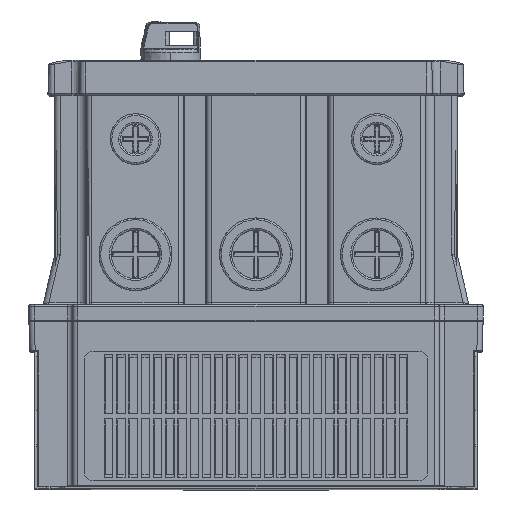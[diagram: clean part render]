
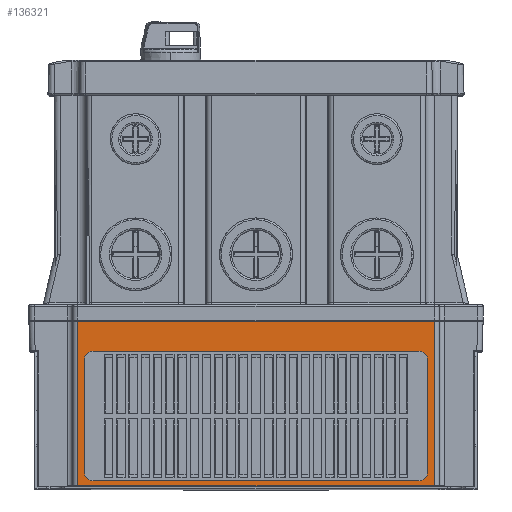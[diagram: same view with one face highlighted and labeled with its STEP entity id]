
A CAD part, top view. The second image highlights one B-rep face of the part: STEP entity #136321.
In plain terms, the highlighted planar face has unit normal (0, 0, 1).
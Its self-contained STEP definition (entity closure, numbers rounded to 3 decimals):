
#16 = ORIENTED_EDGE ( 'NONE', *, *, #47701, .T. ) ;
#1385 = VERTEX_POINT ( 'NONE', #224838 ) ;
#2433 = DIRECTION ( 'NONE',  ( -1., 0., 0. ) ) ;
#11228 = CARTESIAN_POINT ( 'NONE',  ( 93.2, -83.3, 190. ) ) ;
#12616 = CARTESIAN_POINT ( 'NONE',  ( -102., 3., 190. ) ) ;
#12762 = CARTESIAN_POINT ( 'NONE',  ( -93.2, -83.3, 190. ) ) ;
#13457 = DIRECTION ( 'NONE',  ( -1., 0., 0. ) ) ;
#13932 = CIRCLE ( 'NONE', #112827, 5. ) ;
#14212 = ORIENTED_EDGE ( 'NONE', *, *, #107079, .T. ) ;
#14498 = VERTEX_POINT ( 'NONE', #12616 ) ;
#24020 = ORIENTED_EDGE ( 'NONE', *, *, #204260, .T. ) ;
#28244 = FACE_BOUND ( 'NONE', #133417, .T. ) ;
#30294 = ORIENTED_EDGE ( 'NONE', *, *, #152334, .T. ) ;
#31086 = VECTOR ( 'NONE', #181265, 1000. ) ;
#35939 = VERTEX_POINT ( 'NONE', #198933 ) ;
#37718 = EDGE_CURVE ( 'NONE', #116203, #73413, #139446, .T. ) ;
#38472 = EDGE_CURVE ( 'NONE', #61324, #161966, #131224, .T. ) ;
#40541 = VECTOR ( 'NONE', #97645, 1000. ) ;
#44151 = VECTOR ( 'NONE', #2433, 1000. ) ;
#47701 = EDGE_CURVE ( 'NONE', #145107, #109784, #187208, .T. ) ;
#48925 = VECTOR ( 'NONE', #214747, 1000. ) ;
#49954 = LINE ( 'NONE', #162459, #196269 ) ;
#50541 = DIRECTION ( 'NONE',  ( 0., 0., -1. ) ) ;
#56549 = CARTESIAN_POINT ( 'NONE',  ( 93.2, -88.3, 190. ) ) ;
#60016 = CARTESIAN_POINT ( 'NONE',  ( -130., -14., 190. ) ) ;
#61324 = VERTEX_POINT ( 'NONE', #170500 ) ;
#63138 = ORIENTED_EDGE ( 'NONE', *, *, #86391, .T. ) ;
#65228 = AXIS2_PLACEMENT_3D ( 'NONE', #88723, #176639, #122062 ) ;
#67244 = CARTESIAN_POINT ( 'NONE',  ( -102., 3.2, 190. ) ) ;
#71811 = EDGE_CURVE ( 'NONE', #128202, #136908, #111954, .T. ) ;
#73413 = VERTEX_POINT ( 'NONE', #213135 ) ;
#74834 = AXIS2_PLACEMENT_3D ( 'NONE', #156720, #155954, #158207 ) ;
#76998 = CARTESIAN_POINT ( 'NONE',  ( -93.2, -88.3, 190. ) ) ;
#82637 = CARTESIAN_POINT ( 'NONE',  ( 93.2, -14., 190. ) ) ;
#83912 = DIRECTION ( 'NONE',  ( -1., 0., 0. ) ) ;
#86391 = EDGE_CURVE ( 'NONE', #73413, #61324, #136872, .T. ) ;
#88723 = CARTESIAN_POINT ( 'NONE',  ( -130., 0., 190. ) ) ;
#97645 = DIRECTION ( 'NONE',  ( -1., 0., 0. ) ) ;
#103434 = CARTESIAN_POINT ( 'NONE',  ( -102., -91.1, 190. ) ) ;
#104326 = EDGE_LOOP ( 'NONE', ( #198761, #14212, #200051, #192293 ) ) ;
#107079 = EDGE_CURVE ( 'NONE', #35939, #14498, #195125, .T. ) ;
#109784 = VERTEX_POINT ( 'NONE', #76998 ) ;
#110540 = CARTESIAN_POINT ( 'NONE',  ( -130., 3., 190. ) ) ;
#111954 = LINE ( 'NONE', #208441, #44151 ) ;
#112827 = AXIS2_PLACEMENT_3D ( 'NONE', #11228, #220964, #13457 ) ;
#116203 = VERTEX_POINT ( 'NONE', #122735 ) ;
#117105 = LINE ( 'NONE', #161308, #206715 ) ;
#118058 = CARTESIAN_POINT ( 'NONE',  ( 93.2, -19., 190. ) ) ;
#122062 = DIRECTION ( 'NONE',  ( 1., 0., 0. ) ) ;
#122127 = EDGE_CURVE ( 'NONE', #161966, #187893, #182670, .T. ) ;
#122735 = CARTESIAN_POINT ( 'NONE',  ( -98.2, -83.3, 190. ) ) ;
#123915 = ORIENTED_EDGE ( 'NONE', *, *, #37718, .T. ) ;
#128202 = VERTEX_POINT ( 'NONE', #196061 ) ;
#129128 = CARTESIAN_POINT ( 'NONE',  ( -130., -88.3, 190. ) ) ;
#130322 = LINE ( 'NONE', #67244, #195399 ) ;
#130534 = DIRECTION ( 'NONE',  ( 0., 1., 0. ) ) ;
#131224 = LINE ( 'NONE', #60016, #31086 ) ;
#133417 = EDGE_LOOP ( 'NONE', ( #146593, #30294, #24020, #16, #209242, #123915, #63138, #140873 ) ) ;
#133969 = DIRECTION ( 'NONE',  ( 0., 0., -1. ) ) ;
#136321 = ADVANCED_FACE ( 'NONE', ( #28244, #190806 ), #175927, .T. ) ;
#136850 = VECTOR ( 'NONE', #154078, 1000. ) ;
#136872 = CIRCLE ( 'NONE', #74834, 5. ) ;
#136908 = VERTEX_POINT ( 'NONE', #103434 ) ;
#139446 = LINE ( 'NONE', #170018, #136850 ) ;
#140873 = ORIENTED_EDGE ( 'NONE', *, *, #38472, .T. ) ;
#143670 = EDGE_CURVE ( 'NONE', #109784, #116203, #189173, .T. ) ;
#144109 = AXIS2_PLACEMENT_3D ( 'NONE', #118058, #133969, #83912 ) ;
#144538 = AXIS2_PLACEMENT_3D ( 'NONE', #12762, #50541, #186232 ) ;
#144884 = EDGE_CURVE ( 'NONE', #136908, #14498, #130322, .T. ) ;
#145107 = VERTEX_POINT ( 'NONE', #56549 ) ;
#146593 = ORIENTED_EDGE ( 'NONE', *, *, #122127, .T. ) ;
#152125 = DIRECTION ( 'NONE',  ( 0., 1., 0. ) ) ;
#152334 = EDGE_CURVE ( 'NONE', #187893, #1385, #117105, .T. ) ;
#154078 = DIRECTION ( 'NONE',  ( 0., 1., 0. ) ) ;
#155954 = DIRECTION ( 'NONE',  ( 0., 0., -1. ) ) ;
#156720 = CARTESIAN_POINT ( 'NONE',  ( -93.2, -19., 190. ) ) ;
#158207 = DIRECTION ( 'NONE',  ( -1., 0., 0. ) ) ;
#161217 = CARTESIAN_POINT ( 'NONE',  ( 98.2, -19., 190. ) ) ;
#161308 = CARTESIAN_POINT ( 'NONE',  ( 98.2, 0., 190. ) ) ;
#161966 = VERTEX_POINT ( 'NONE', #82637 ) ;
#162459 = CARTESIAN_POINT ( 'NONE',  ( 102., 0., 190. ) ) ;
#170018 = CARTESIAN_POINT ( 'NONE',  ( -98.2, 0., 190. ) ) ;
#170500 = CARTESIAN_POINT ( 'NONE',  ( -93.2, -14., 190. ) ) ;
#175927 = PLANE ( 'NONE',  #65228 ) ;
#176639 = DIRECTION ( 'NONE',  ( 0., 0., 1. ) ) ;
#178011 = DIRECTION ( 'NONE',  ( 0., -1., 0. ) ) ;
#181265 = DIRECTION ( 'NONE',  ( 1., 0., 0. ) ) ;
#182670 = CIRCLE ( 'NONE', #144109, 5. ) ;
#186232 = DIRECTION ( 'NONE',  ( -1., 0., 0. ) ) ;
#187208 = LINE ( 'NONE', #129128, #48925 ) ;
#187893 = VERTEX_POINT ( 'NONE', #161217 ) ;
#189173 = CIRCLE ( 'NONE', #144538, 5. ) ;
#190806 = FACE_OUTER_BOUND ( 'NONE', #104326, .T. ) ;
#192293 = ORIENTED_EDGE ( 'NONE', *, *, #71811, .F. ) ;
#195125 = LINE ( 'NONE', #110540, #40541 ) ;
#195399 = VECTOR ( 'NONE', #152125, 1000. ) ;
#196061 = CARTESIAN_POINT ( 'NONE',  ( 102., -91.1, 190. ) ) ;
#196269 = VECTOR ( 'NONE', #130534, 1000. ) ;
#198761 = ORIENTED_EDGE ( 'NONE', *, *, #218835, .T. ) ;
#198933 = CARTESIAN_POINT ( 'NONE',  ( 102., 3., 190. ) ) ;
#200051 = ORIENTED_EDGE ( 'NONE', *, *, #144884, .F. ) ;
#204260 = EDGE_CURVE ( 'NONE', #1385, #145107, #13932, .T. ) ;
#206715 = VECTOR ( 'NONE', #178011, 1000. ) ;
#208441 = CARTESIAN_POINT ( 'NONE',  ( -102.161, -91.1, 190. ) ) ;
#209242 = ORIENTED_EDGE ( 'NONE', *, *, #143670, .T. ) ;
#213135 = CARTESIAN_POINT ( 'NONE',  ( -98.2, -19., 190. ) ) ;
#214747 = DIRECTION ( 'NONE',  ( -1., 0., 0. ) ) ;
#218835 = EDGE_CURVE ( 'NONE', #128202, #35939, #49954, .T. ) ;
#220964 = DIRECTION ( 'NONE',  ( 0., 0., -1. ) ) ;
#224838 = CARTESIAN_POINT ( 'NONE',  ( 98.2, -83.3, 190. ) ) ;
